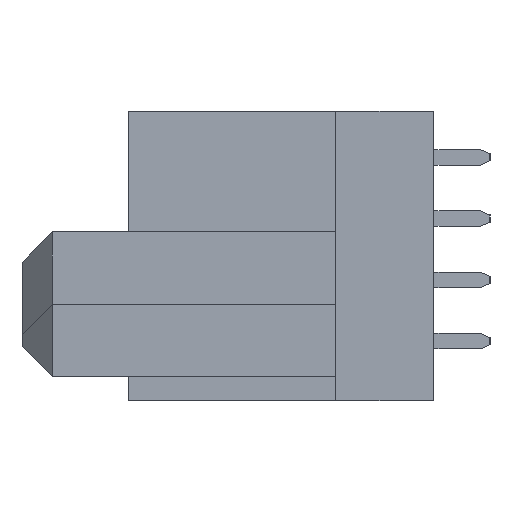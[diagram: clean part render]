
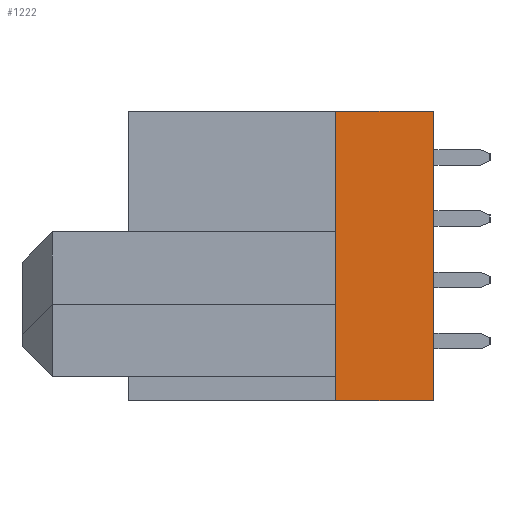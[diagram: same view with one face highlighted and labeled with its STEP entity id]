
A CAD part, left-side view. The second image highlights one B-rep face of the part: STEP entity #1222.
In plain terms, the highlighted planar face has unit normal (-1, 0, 0).
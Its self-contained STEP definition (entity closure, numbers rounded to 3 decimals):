
#1222 = ADVANCED_FACE( '', ( #2536 ), #2537, .F. );
#2536 = FACE_OUTER_BOUND( '', #3962, .T. );
#2537 = PLANE( '', #3963 );
#3962 = EDGE_LOOP( '', ( #7478, #7479, #7480, #7481 ) );
#3963 = AXIS2_PLACEMENT_3D( '', #7482, #7483, #7484 );
#7478 = ORIENTED_EDGE( '', *, *, #10472, .F. );
#7479 = ORIENTED_EDGE( '', *, *, #10473, .T. );
#7480 = ORIENTED_EDGE( '', *, *, #10406, .T. );
#7481 = ORIENTED_EDGE( '', *, *, #9401, .F. );
#7482 = CARTESIAN_POINT( '', ( -20.955, 17.04, -6. ) );
#7483 = DIRECTION( '', ( 1., 0., 0. ) );
#7484 = DIRECTION( '', ( 0., 0., -1. ) );
#9401 = EDGE_CURVE( '', #11569, #11571, #11572, .T. );
#10406 = EDGE_CURVE( '', #13067, #11571, #13070, .T. );
#10472 = EDGE_CURVE( '', #13151, #11569, #13152, .T. );
#10473 = EDGE_CURVE( '', #13151, #13067, #13153, .T. );
#11569 = VERTEX_POINT( '', #14645 );
#11571 = VERTEX_POINT( '', #14648 );
#11572 = LINE( '', #14649, #14650 );
#13067 = VERTEX_POINT( '', #16900 );
#13070 = LINE( '', #16905, #16906 );
#13151 = VERTEX_POINT( '', #17029 );
#13152 = LINE( '', #17030, #17031 );
#13153 = LINE( '', #17032, #17033 );
#14645 = CARTESIAN_POINT( '', ( -20.955, 4.04, 6. ) );
#14648 = CARTESIAN_POINT( '', ( -20.955, 0., 6. ) );
#14649 = CARTESIAN_POINT( '', ( -20.955, 4.04, 6. ) );
#14650 = VECTOR( '', #17918, 1000. );
#16900 = CARTESIAN_POINT( '', ( -20.955, 0., -6. ) );
#16905 = CARTESIAN_POINT( '', ( -20.955, 0., -6. ) );
#16906 = VECTOR( '', #18721, 1000. );
#17029 = CARTESIAN_POINT( '', ( -20.955, 4.04, -6. ) );
#17030 = CARTESIAN_POINT( '', ( -20.955, 4.04, -6. ) );
#17031 = VECTOR( '', #18770, 1000. );
#17032 = CARTESIAN_POINT( '', ( -20.955, 17.04, -6. ) );
#17033 = VECTOR( '', #18771, 1000. );
#17918 = DIRECTION( '', ( 0., -1., 0. ) );
#18721 = DIRECTION( '', ( 0., 0., 1. ) );
#18770 = DIRECTION( '', ( 0., 0., 1. ) );
#18771 = DIRECTION( '', ( 0., -1., 0. ) );
